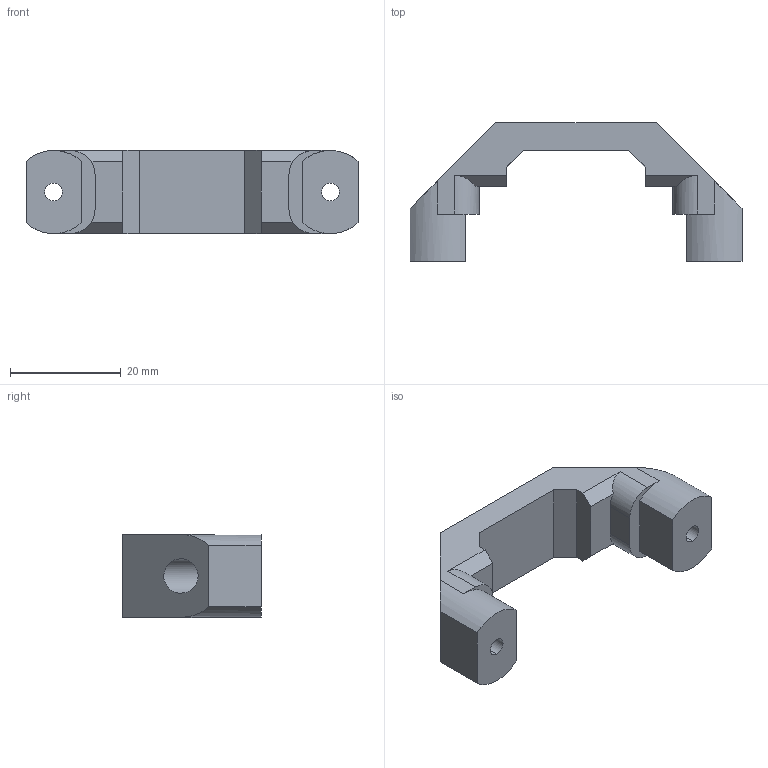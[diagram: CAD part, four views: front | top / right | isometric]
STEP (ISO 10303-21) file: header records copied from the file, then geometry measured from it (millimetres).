
FILE_DESCRIPTION (( 'STEP AP203' ), '1' );
FILE_NAME ('00-喘沭埮旰-樓遵唳(1).STEP', '2024-12-17T13:21:01', ( '' ), ( '' ), 'SwSTEP 2.0', 'SolidWorks 2022', '' );
FILE_SCHEMA (( 'CONFIG_CONTROL_DESIGN' ));
Length unit declared in the file: millimetre
Products named in the file (1): 00-喘沭埮旰-樓遵唳(1)
Bounding box: 60 x 25 x 15 mm (x, y, z)
Volume: 7749.8 mm3; surface area: 4251.6 mm2
Topology: 1 solids, 1 shells, 46 faces, 124 edges, 82 vertices
Faces by surface type: plane 28, cylinder 18
Entity records: 1527 total; most frequent: CARTESIAN_POINT 289, ORIENTED_EDGE 248, DIRECTION 236, EDGE_CURVE 124, LINE 82, VECTOR 82, VERTEX_POINT 82, AXIS2_PLACEMENT_3D 77
